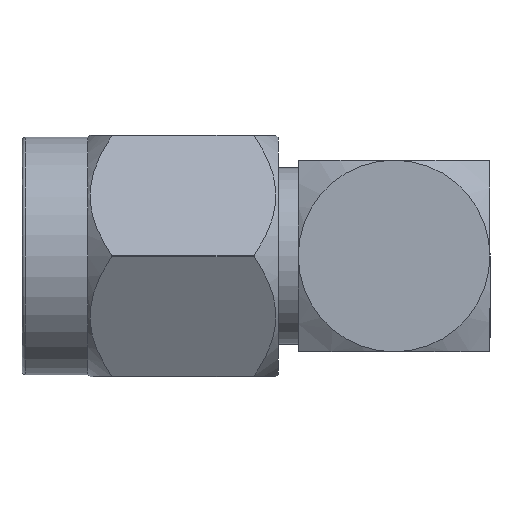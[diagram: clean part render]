
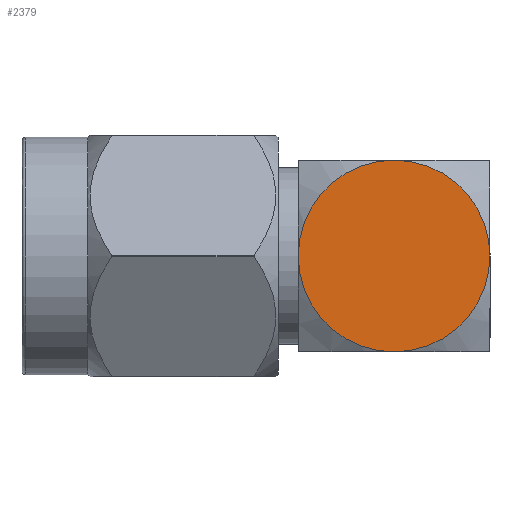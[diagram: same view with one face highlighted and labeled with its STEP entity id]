
A CAD part, left-side view. The second image highlights one B-rep face of the part: STEP entity #2379.
In plain terms, the highlighted planar face has unit normal (-1, 0, 0).
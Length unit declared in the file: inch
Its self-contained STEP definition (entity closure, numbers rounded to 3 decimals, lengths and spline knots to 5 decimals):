
#268 = EDGE_CURVE ( 'NONE', #8243, #4468, #8596, .T. ) ;
#524 = CARTESIAN_POINT ( 'NONE',  ( -0.125, -0.48523, -0.125 ) ) ;
#690 = DIRECTION ( 'NONE',  ( -1., 0., 0. ) ) ;
#874 = EDGE_CURVE ( 'NONE', #4468, #8243, #3330, .T. ) ;
#1248 = AXIS2_PLACEMENT_3D ( 'NONE', #7136, #5676, #7886 ) ;
#1719 = DIRECTION ( 'NONE',  ( -1., 0., 0. ) ) ;
#1891 = PLANE ( 'NONE',  #1248 ) ;
#2379 = ADVANCED_FACE ( 'NONE', ( #8990 ), #1891, .T. ) ;
#2676 = AXIS2_PLACEMENT_3D ( 'NONE', #6946, #1719, #9215 ) ;
#3330 = CIRCLE ( 'NONE', #6632, 0.125 ) ;
#4382 = CARTESIAN_POINT ( 'NONE',  ( -0.125, -0.48523, 0. ) ) ;
#4468 = VERTEX_POINT ( 'NONE', #524 ) ;
#5310 = EDGE_LOOP ( 'NONE', ( #7837, #8969 ) ) ;
#5676 = DIRECTION ( 'NONE',  ( -1., 0., 0. ) ) ;
#6632 = AXIS2_PLACEMENT_3D ( 'NONE', #4382, #690, #7415 ) ;
#6946 = CARTESIAN_POINT ( 'NONE',  ( -0.125, -0.48523, 0. ) ) ;
#7136 = CARTESIAN_POINT ( 'NONE',  ( -0.125, -0.36023, -0.125 ) ) ;
#7415 = DIRECTION ( 'NONE',  ( 0., 0., 1. ) ) ;
#7837 = ORIENTED_EDGE ( 'NONE', *, *, #874, .T. ) ;
#7886 = DIRECTION ( 'NONE',  ( 0., 0., 1. ) ) ;
#8243 = VERTEX_POINT ( 'NONE', #8544 ) ;
#8544 = CARTESIAN_POINT ( 'NONE',  ( -0.125, -0.48523, 0.125 ) ) ;
#8596 = CIRCLE ( 'NONE', #2676, 0.125 ) ;
#8969 = ORIENTED_EDGE ( 'NONE', *, *, #268, .T. ) ;
#8990 = FACE_OUTER_BOUND ( 'NONE', #5310, .T. ) ;
#9215 = DIRECTION ( 'NONE',  ( 0., 0., 1. ) ) ;
